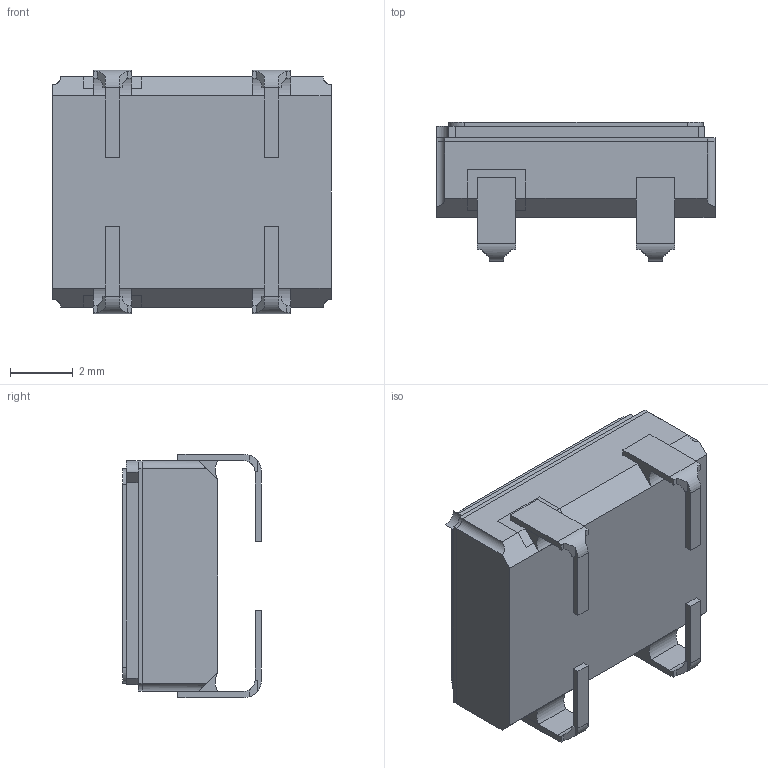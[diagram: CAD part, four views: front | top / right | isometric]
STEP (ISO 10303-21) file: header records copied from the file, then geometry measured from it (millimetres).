
FILE_DESCRIPTION (( 'STEP AP214' ), '1' );
FILE_NAME ('QT192.STEP', '2023-08-15T15:42:30', ( '' ), ( '' ), 'SwSTEP 2.0', 'SolidWorks 2022', '' );
FILE_SCHEMA (( 'AUTOMOTIVE_DESIGN' ));
Length unit declared in the file: inch
Products named in the file (1): QT192
Bounding box: 8.89 x 4.43 x 7.77 mm (x, y, z)
Volume: 103 mm3; surface area: 506.4 mm2
Topology: 7 solids, 7 shells, 315 faces, 829 edges, 546 vertices
Faces by surface type: plane 234, bspline 44, cylinder 37
Entity records: 16422 total; most frequent: CARTESIAN_POINT 4715, ORIENTED_EDGE 1658, DIRECTION 1343, EDGE_CURVE 829, VECTOR 643, LINE 643, VERTEX_POINT 546, AXIS2_PLACEMENT_3D 350
